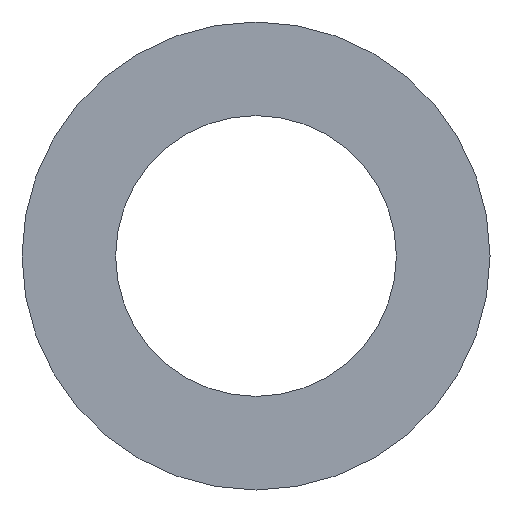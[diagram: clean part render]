
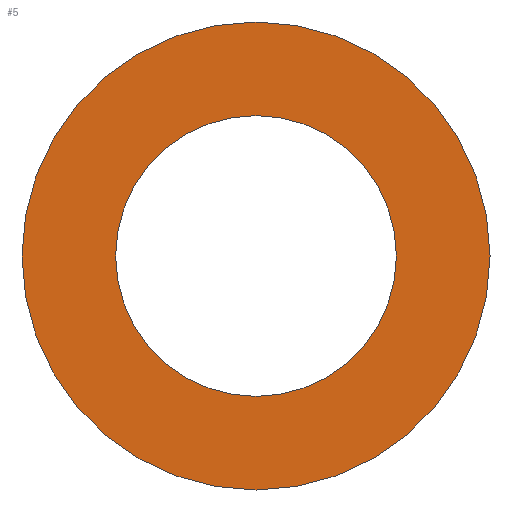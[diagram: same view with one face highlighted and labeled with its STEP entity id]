
A CAD part, front view. The second image highlights one B-rep face of the part: STEP entity #5.
In plain terms, the highlighted planar face has unit normal (0, -1, 0).
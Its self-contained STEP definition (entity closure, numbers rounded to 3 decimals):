
#5 = ADVANCED_FACE ( 'NONE', ( #278, #276 ), #187, .T. ) ;
#12 = EDGE_CURVE ( 'NONE', #353, #334, #264, .T. ) ;
#15 = AXIS2_PLACEMENT_3D ( 'NONE', #212, #211, #209 ) ;
#16 = AXIS2_PLACEMENT_3D ( 'NONE', #106, #220, #218 ) ;
#23 = EDGE_CURVE ( 'NONE', #339, #342, #269, .T. ) ;
#28 = AXIS2_PLACEMENT_3D ( 'NONE', #199, #204, #190 ) ;
#35 = EDGE_CURVE ( 'NONE', #342, #339, #252, .T. ) ;
#41 = EDGE_CURVE ( 'NONE', #334, #353, #248, .T. ) ;
#56 = AXIS2_PLACEMENT_3D ( 'NONE', #152, #151, #150 ) ;
#63 = AXIS2_PLACEMENT_3D ( 'NONE', #169, #168, #166 ) ;
#106 = CARTESIAN_POINT ( 'NONE',  ( 0., 0., 0. ) ) ;
#112 = CARTESIAN_POINT ( 'NONE',  ( 0., 0., 1.5 ) ) ;
#113 = CARTESIAN_POINT ( 'NONE',  ( 0., 0., 2.5 ) ) ;
#114 = CARTESIAN_POINT ( 'NONE',  ( 0., 0., -2.5 ) ) ;
#116 = CARTESIAN_POINT ( 'NONE',  ( 0., 0., -1.5 ) ) ;
#150 = DIRECTION ( 'NONE',  ( 0., 0., 1. ) ) ;
#151 = DIRECTION ( 'NONE',  ( 0., -1., 0. ) ) ;
#152 = CARTESIAN_POINT ( 'NONE',  ( 0., 0., 0. ) ) ;
#166 = DIRECTION ( 'NONE',  ( 0., 0., -1. ) ) ;
#168 = DIRECTION ( 'NONE',  ( 0., -1., 0. ) ) ;
#169 = CARTESIAN_POINT ( 'NONE',  ( 0., 0., 0. ) ) ;
#187 = PLANE ( 'NONE',  #28 ) ;
#190 = DIRECTION ( 'NONE',  ( 1., 0., 0. ) ) ;
#199 = CARTESIAN_POINT ( 'NONE',  ( -2.53, 0., -2.53 ) ) ;
#204 = DIRECTION ( 'NONE',  ( 0., -1., 0. ) ) ;
#209 = DIRECTION ( 'NONE',  ( 0., 0., -1. ) ) ;
#211 = DIRECTION ( 'NONE',  ( 0., -1., 0. ) ) ;
#212 = CARTESIAN_POINT ( 'NONE',  ( 0., 0., 0. ) ) ;
#218 = DIRECTION ( 'NONE',  ( 0., 0., 1. ) ) ;
#220 = DIRECTION ( 'NONE',  ( 0., -1., 0. ) ) ;
#248 = CIRCLE ( 'NONE', #56, 1.5 ) ;
#252 = CIRCLE ( 'NONE', #63, 2.5 ) ;
#264 = CIRCLE ( 'NONE', #16, 1.5 ) ;
#269 = CIRCLE ( 'NONE', #15, 2.5 ) ;
#276 = FACE_OUTER_BOUND ( 'NONE', #290, .T. ) ;
#278 = FACE_BOUND ( 'NONE', #335, .T. ) ;
#290 = EDGE_LOOP ( 'NONE', ( #314, #313 ) ) ;
#313 = ORIENTED_EDGE ( 'NONE', *, *, #35, .T. ) ;
#314 = ORIENTED_EDGE ( 'NONE', *, *, #23, .T. ) ;
#334 = VERTEX_POINT ( 'NONE', #116 ) ;
#335 = EDGE_LOOP ( 'NONE', ( #364, #359 ) ) ;
#339 = VERTEX_POINT ( 'NONE', #114 ) ;
#342 = VERTEX_POINT ( 'NONE', #113 ) ;
#353 = VERTEX_POINT ( 'NONE', #112 ) ;
#359 = ORIENTED_EDGE ( 'NONE', *, *, #41, .F. ) ;
#364 = ORIENTED_EDGE ( 'NONE', *, *, #12, .F. ) ;
